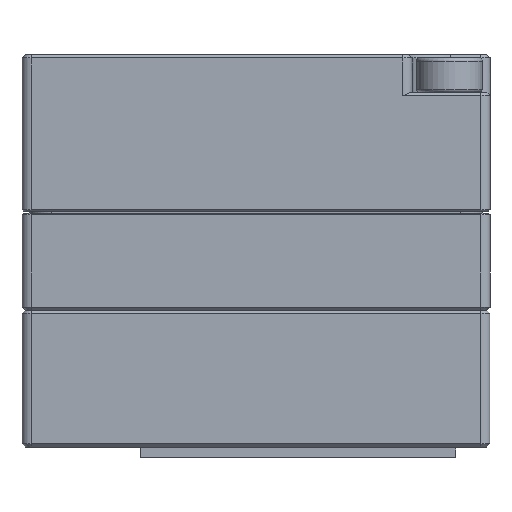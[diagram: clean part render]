
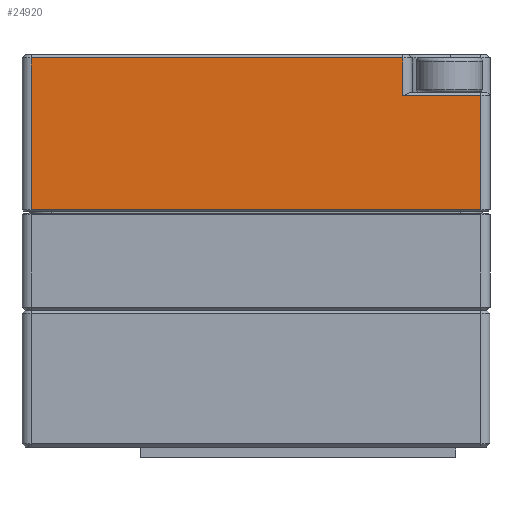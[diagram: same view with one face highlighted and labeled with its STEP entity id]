
A CAD part, front view. The second image highlights one B-rep face of the part: STEP entity #24920.
In plain terms, the highlighted planar face has unit normal (0, -1, 0).
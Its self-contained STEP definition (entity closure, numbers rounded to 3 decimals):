
#24920=ADVANCED_FACE('',(#34968),#30027,.T.);
#30027=PLANE('',#133200);
#34968=FACE_OUTER_BOUND('',#41356,.T.);
#41356=EDGE_LOOP('',(#85197,#85198,#85199,#85200,#85201,#85202));
#51366=LINE('',#190497,#62652);
#51367=LINE('',#190500,#62653);
#51368=LINE('',#190502,#62654);
#51369=LINE('',#190504,#62655);
#51370=LINE('',#190506,#62656);
#51371=LINE('',#190508,#62657);
#62652=VECTOR('',#155062,1.);
#62653=VECTOR('',#155063,1.);
#62654=VECTOR('',#155064,1.);
#62655=VECTOR('',#155065,1.);
#62656=VECTOR('',#155066,1.);
#62657=VECTOR('',#155067,1.);
#85197=ORIENTED_EDGE('',*,*,#117679,.T.);
#85198=ORIENTED_EDGE('',*,*,#117680,.T.);
#85199=ORIENTED_EDGE('',*,*,#117681,.T.);
#85200=ORIENTED_EDGE('',*,*,#117682,.T.);
#85201=ORIENTED_EDGE('',*,*,#117683,.T.);
#85202=ORIENTED_EDGE('',*,*,#117684,.T.);
#104442=VERTEX_POINT('',#190498);
#104443=VERTEX_POINT('',#190499);
#104444=VERTEX_POINT('',#190501);
#104445=VERTEX_POINT('',#190503);
#104446=VERTEX_POINT('',#190505);
#104447=VERTEX_POINT('',#190507);
#117679=EDGE_CURVE('',#104442,#104443,#51366,.T.);
#117680=EDGE_CURVE('',#104443,#104444,#51367,.T.);
#117681=EDGE_CURVE('',#104444,#104445,#51368,.T.);
#117682=EDGE_CURVE('',#104445,#104446,#51369,.T.);
#117683=EDGE_CURVE('',#104446,#104447,#51370,.T.);
#117684=EDGE_CURVE('',#104447,#104442,#51371,.T.);
#133200=AXIS2_PLACEMENT_3D('',#190509,#155068,#155069);
#155062=DIRECTION('',(0.,0.,-1.));
#155063=DIRECTION('',(1.,0.,0.));
#155064=DIRECTION('',(0.,0.,1.));
#155065=DIRECTION('',(-1.,0.,0.));
#155066=DIRECTION('',(0.,0.,1.));
#155067=DIRECTION('',(-1.,0.,0.));
#155068=DIRECTION('',(0.,-1.,0.));
#155069=DIRECTION('',(0.,0.,-1.));
#190497=CARTESIAN_POINT('',(-7.2,-7.5,0.));
#190498=CARTESIAN_POINT('',(-7.2,-7.5,5.22));
#190499=CARTESIAN_POINT('',(-7.2,-7.5,0.35));
#190500=CARTESIAN_POINT('',(-7.5,-7.5,0.35));
#190501=CARTESIAN_POINT('',(7.2,-7.5,0.35));
#190502=CARTESIAN_POINT('',(7.2,-7.5,0.));
#190503=CARTESIAN_POINT('',(7.2,-7.5,4.02));
#190504=CARTESIAN_POINT('',(4.7,-7.5,4.02));
#190505=CARTESIAN_POINT('',(4.7,-7.5,4.02));
#190506=CARTESIAN_POINT('',(4.7,-7.5,0.));
#190507=CARTESIAN_POINT('',(4.7,-7.5,5.22));
#190508=CARTESIAN_POINT('',(-7.5,-7.5,5.22));
#190509=CARTESIAN_POINT('',(-7.5,-7.5,0.));
